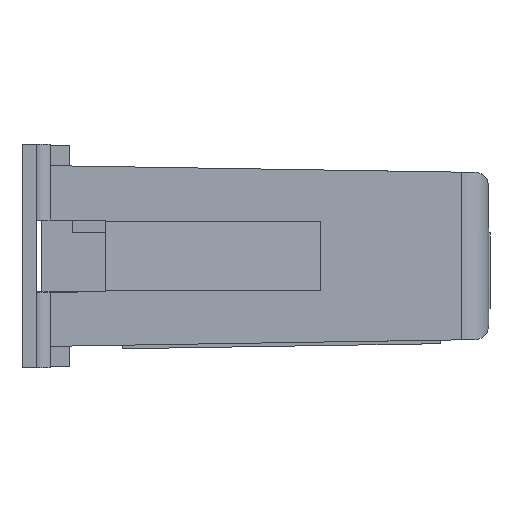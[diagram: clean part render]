
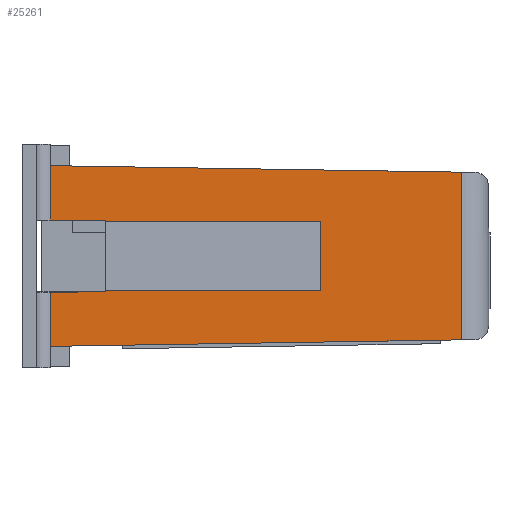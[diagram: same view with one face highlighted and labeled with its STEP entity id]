
A CAD part, left-side view. The second image highlights one B-rep face of the part: STEP entity #25261.
In plain terms, the highlighted planar face has unit normal (-1, -0.012, 0).
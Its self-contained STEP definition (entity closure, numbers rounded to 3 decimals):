
#1165 = PLANE ( 'NONE',  #70433 ) ;
#2003 = VECTOR ( 'NONE', #25970, 1000. ) ;
#4325 = EDGE_CURVE ( 'NONE', #29831, #47551, #12447, .T. ) ;
#5466 = LINE ( 'NONE', #61954, #22378 ) ;
#7493 = EDGE_CURVE ( 'NONE', #46800, #77502, #16115, .T. ) ;
#7970 = ORIENTED_EDGE ( 'NONE', *, *, #84998, .T. ) ;
#8248 = ORIENTED_EDGE ( 'NONE', *, *, #79298, .F. ) ;
#8407 = CARTESIAN_POINT ( 'NONE',  ( -12.072, -0.222, 2.029 ) ) ;
#10159 = CARTESIAN_POINT ( 'NONE',  ( -12.45, 31.532, 16.05 ) ) ;
#10277 = CARTESIAN_POINT ( 'NONE',  ( -12.402, 27.534, 5.435 ) ) ;
#10783 = CARTESIAN_POINT ( 'NONE',  ( -12.45, 31.532, 16.05 ) ) ;
#11974 = DIRECTION ( 'NONE',  ( 0.012, -1., 0. ) ) ;
#12028 = ORIENTED_EDGE ( 'NONE', *, *, #51119, .T. ) ;
#12175 = CARTESIAN_POINT ( 'NONE',  ( -12.45, 31.532, 1.525 ) ) ;
#12218 = EDGE_CURVE ( 'NONE', #32962, #76167, #74742, .T. ) ;
#12447 = LINE ( 'NONE', #82050, #61709 ) ;
#16115 = LINE ( 'NONE', #37126, #56890 ) ;
#18591 = ORIENTED_EDGE ( 'NONE', *, *, #24837, .T. ) ;
#19717 = ORIENTED_EDGE ( 'NONE', *, *, #12218, .T. ) ;
#22022 = LINE ( 'NONE', #92150, #52062 ) ;
#22378 = VECTOR ( 'NONE', #54007, 1000. ) ;
#22751 = LINE ( 'NONE', #66645, #88897 ) ;
#23403 = DIRECTION ( 'NONE',  ( 0., 0., -1. ) ) ;
#24770 = ORIENTED_EDGE ( 'NONE', *, *, #45422, .T. ) ;
#24837 = EDGE_CURVE ( 'NONE', #73288, #59288, #33533, .T. ) ;
#25031 = CARTESIAN_POINT ( 'NONE',  ( -12.099, 1.976, 16.05 ) ) ;
#25261 = ADVANCED_FACE ( 'NONE', ( #58609 ), #1165, .F. ) ;
#25537 = VERTEX_POINT ( 'NONE', #68359 ) ;
#25970 = DIRECTION ( 'NONE',  ( 0., 0., 1. ) ) ;
#26213 = CARTESIAN_POINT ( 'NONE',  ( -12.075, 0.032, 14.026 ) ) ;
#26349 = ORIENTED_EDGE ( 'NONE', *, *, #42276, .T. ) ;
#27627 = CARTESIAN_POINT ( 'NONE',  ( -12.218, 12.065, 10.525 ) ) ;
#29557 = ORIENTED_EDGE ( 'NONE', *, *, #36727, .T. ) ;
#29630 = CARTESIAN_POINT ( 'NONE',  ( -12.075, 0., 16.05 ) ) ;
#29769 = CARTESIAN_POINT ( 'NONE',  ( -12.45, 31.532, 14.525 ) ) ;
#29831 = VERTEX_POINT ( 'NONE', #87059 ) ;
#30155 = DIRECTION ( 'NONE',  ( 0.012, -1., 0. ) ) ;
#32962 = VERTEX_POINT ( 'NONE', #49467 ) ;
#33533 = LINE ( 'NONE', #63433, #67399 ) ;
#35587 = DIRECTION ( 'NONE',  ( -0.012, 1., 0. ) ) ;
#36727 = EDGE_CURVE ( 'NONE', #70718, #85267, #68968, .T. ) ;
#36966 = VECTOR ( 'NONE', #54295, 1000. ) ;
#37126 = CARTESIAN_POINT ( 'NONE',  ( -12.402, 27.534, 10.525 ) ) ;
#38615 = DIRECTION ( 'NONE',  ( 0., 0., -1. ) ) ;
#42227 = CARTESIAN_POINT ( 'NONE',  ( -12.099, 1.976, 14.056 ) ) ;
#42276 = EDGE_CURVE ( 'NONE', #47551, #46800, #22751, .T. ) ;
#45422 = EDGE_CURVE ( 'NONE', #59288, #32962, #22022, .T. ) ;
#46573 = LINE ( 'NONE', #10159, #49550 ) ;
#46742 = EDGE_CURVE ( 'NONE', #77502, #25537, #5466, .T. ) ;
#46800 = VERTEX_POINT ( 'NONE', #75948 ) ;
#46949 = ORIENTED_EDGE ( 'NONE', *, *, #58838, .T. ) ;
#47269 = ORIENTED_EDGE ( 'NONE', *, *, #46742, .T. ) ;
#47551 = VERTEX_POINT ( 'NONE', #54191 ) ;
#48196 = LINE ( 'NONE', #26213, #65231 ) ;
#49467 = CARTESIAN_POINT ( 'NONE',  ( -12.45, 31.532, 5.435 ) ) ;
#49550 = VECTOR ( 'NONE', #38615, 1000. ) ;
#51119 = EDGE_CURVE ( 'NONE', #85267, #70404, #48196, .T. ) ;
#51341 = LINE ( 'NONE', #8407, #89784 ) ;
#51703 = DIRECTION ( 'NONE',  ( 0., 0., -1. ) ) ;
#52062 = VECTOR ( 'NONE', #35587, 1000. ) ;
#54007 = DIRECTION ( 'NONE',  ( 0., 0., -1. ) ) ;
#54191 = CARTESIAN_POINT ( 'NONE',  ( -12.402, 27.534, 10.615 ) ) ;
#54295 = DIRECTION ( 'NONE',  ( 0.012, -1., 0. ) ) ;
#56890 = VECTOR ( 'NONE', #30155, 1000. ) ;
#58609 = FACE_OUTER_BOUND ( 'NONE', #91669, .T. ) ;
#58838 = EDGE_CURVE ( 'NONE', #70404, #29831, #46573, .T. ) ;
#59288 = VERTEX_POINT ( 'NONE', #10277 ) ;
#60255 = CARTESIAN_POINT ( 'NONE',  ( -12.402, 27.534, 5.525 ) ) ;
#61290 = LINE ( 'NONE', #81879, #36966 ) ;
#61709 = VECTOR ( 'NONE', #11974, 1000. ) ;
#61954 = CARTESIAN_POINT ( 'NONE',  ( -12.218, 12.065, 10.525 ) ) ;
#63433 = CARTESIAN_POINT ( 'NONE',  ( -12.402, 27.534, 16.05 ) ) ;
#65156 = CARTESIAN_POINT ( 'NONE',  ( -12.099, 1.976, 1.994 ) ) ;
#65231 = VECTOR ( 'NONE', #83229, 1000. ) ;
#66645 = CARTESIAN_POINT ( 'NONE',  ( -12.402, 27.534, 16.05 ) ) ;
#67399 = VECTOR ( 'NONE', #91928, 1000. ) ;
#67492 = VECTOR ( 'NONE', #23403, 1000. ) ;
#68359 = CARTESIAN_POINT ( 'NONE',  ( -12.218, 12.065, 5.525 ) ) ;
#68968 = LINE ( 'NONE', #25031, #2003 ) ;
#70404 = VERTEX_POINT ( 'NONE', #29769 ) ;
#70433 = AXIS2_PLACEMENT_3D ( 'NONE', #29630, #86663, #79651 ) ;
#70718 = VERTEX_POINT ( 'NONE', #65156 ) ;
#72836 = DIRECTION ( 'NONE',  ( 0.012, -1., 0.016 ) ) ;
#73288 = VERTEX_POINT ( 'NONE', #60255 ) ;
#73773 = ORIENTED_EDGE ( 'NONE', *, *, #4325, .T. ) ;
#74742 = LINE ( 'NONE', #10783, #67492 ) ;
#75948 = CARTESIAN_POINT ( 'NONE',  ( -12.402, 27.534, 10.525 ) ) ;
#76167 = VERTEX_POINT ( 'NONE', #12175 ) ;
#76418 = ORIENTED_EDGE ( 'NONE', *, *, #7493, .T. ) ;
#77502 = VERTEX_POINT ( 'NONE', #27627 ) ;
#79298 = EDGE_CURVE ( 'NONE', #73288, #25537, #61290, .T. ) ;
#79651 = DIRECTION ( 'NONE',  ( -0.012, 1., 0. ) ) ;
#81879 = CARTESIAN_POINT ( 'NONE',  ( -12.402, 27.534, 5.525 ) ) ;
#82050 = CARTESIAN_POINT ( 'NONE',  ( -12.075, 0., 10.615 ) ) ;
#83229 = DIRECTION ( 'NONE',  ( -0.012, 1., 0.016 ) ) ;
#84998 = EDGE_CURVE ( 'NONE', #76167, #70718, #51341, .T. ) ;
#85267 = VERTEX_POINT ( 'NONE', #42227 ) ;
#86663 = DIRECTION ( 'NONE',  ( 1., 0.012, 0. ) ) ;
#87059 = CARTESIAN_POINT ( 'NONE',  ( -12.45, 31.532, 10.615 ) ) ;
#88897 = VECTOR ( 'NONE', #51703, 1000. ) ;
#89784 = VECTOR ( 'NONE', #72836, 1000. ) ;
#91669 = EDGE_LOOP ( 'NONE', ( #7970, #29557, #12028, #46949, #73773, #26349, #76418, #47269, #8248, #18591, #24770, #19717 ) ) ;
#91928 = DIRECTION ( 'NONE',  ( 0., 0., -1. ) ) ;
#92150 = CARTESIAN_POINT ( 'NONE',  ( -12.075, 0., 5.435 ) ) ;
